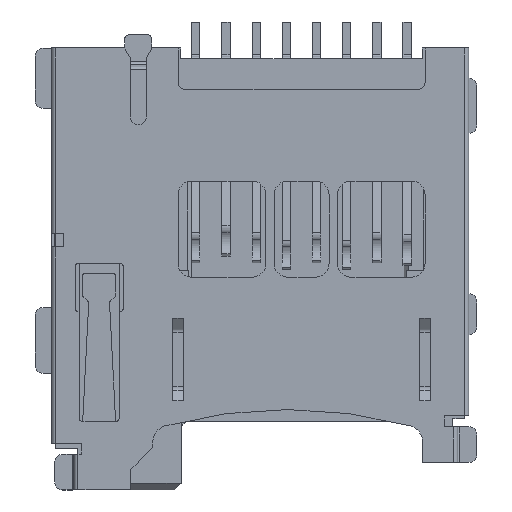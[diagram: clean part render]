
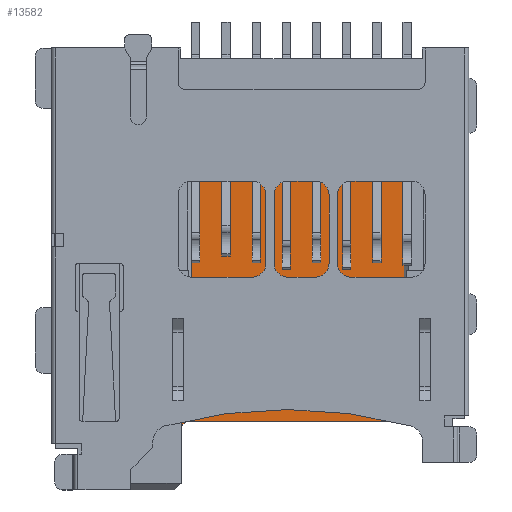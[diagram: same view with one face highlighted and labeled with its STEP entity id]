
A CAD part, top view. The second image highlights one B-rep face of the part: STEP entity #13582.
In plain terms, the highlighted planar face has unit normal (0, 0, 1).
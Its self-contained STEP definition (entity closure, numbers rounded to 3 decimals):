
#2750=DIRECTION('',(1.,0.,0.));
#2751=VECTOR('',#2750,7.76);
#2752=CARTESIAN_POINT('',(-2.51,11.52,-0.4));
#2753=LINE('',#2752,#2751);
#2946=DIRECTION('',(0.,1.,0.));
#2947=VECTOR('',#2946,5.52);
#2948=CARTESIAN_POINT('',(-2.51,6.,-0.4));
#2949=LINE('',#2948,#2947);
#2950=DIRECTION('',(0.,1.,0.));
#2951=VECTOR('',#2950,3.8);
#2952=CARTESIAN_POINT('',(-2.88,2.2,-0.4));
#2953=LINE('',#2952,#2951);
#2958=DIRECTION('',(1.,0.,0.));
#2959=VECTOR('',#2958,0.37);
#2960=CARTESIAN_POINT('',(-2.88,6.,-0.4));
#2961=LINE('',#2960,#2959);
#2974=DIRECTION('',(1.,0.,0.));
#2975=VECTOR('',#2974,0.27);
#2976=CARTESIAN_POINT('',(5.25,6.,-0.4));
#2977=LINE('',#2976,#2975);
#3102=DIRECTION('',(0.,1.,0.));
#3103=VECTOR('',#3102,5.52);
#3104=CARTESIAN_POINT('',(5.25,6.,-0.4));
#3105=LINE('',#3104,#3103);
#3139=DIRECTION('',(1.,0.,0.));
#3140=VECTOR('',#3139,8.1);
#3141=CARTESIAN_POINT('',(-2.58,2.5,-0.4));
#3142=LINE('',#3141,#3140);
#3155=DIRECTION('',(0.,1.,0.));
#3156=VECTOR('',#3155,3.5);
#3157=CARTESIAN_POINT('',(5.52,2.5,-0.4));
#3158=LINE('',#3157,#3156);
#3159=CARTESIAN_POINT('',(-2.58,2.2,-0.4));
#3160=DIRECTION('',(0.,0.,-1.));
#3161=DIRECTION('',(-1.,0.,0.));
#3162=AXIS2_PLACEMENT_3D('',#3159,#3160,#3161);
#7758=CARTESIAN_POINT('',(-2.58,2.5,-0.4));
#7759=CARTESIAN_POINT('',(5.52,2.5,-0.4));
#7760=VERTEX_POINT('',#7758);
#7761=VERTEX_POINT('',#7759);
#7769=CARTESIAN_POINT('',(-2.88,6.,-0.4));
#7771=VERTEX_POINT('',#7769);
#7772=CARTESIAN_POINT('',(5.52,6.,-0.4));
#7773=VERTEX_POINT('',#7772);
#7774=CARTESIAN_POINT('',(-2.88,2.2,-0.4));
#7775=VERTEX_POINT('',#7774);
#7780=CARTESIAN_POINT('',(-2.51,11.52,-0.4));
#7781=VERTEX_POINT('',#7780);
#7782=CARTESIAN_POINT('',(5.25,11.52,-0.4));
#7783=VERTEX_POINT('',#7782);
#7812=CARTESIAN_POINT('',(-2.51,6.,-0.4));
#7813=VERTEX_POINT('',#7812);
#7814=CARTESIAN_POINT('',(5.25,6.,-0.4));
#7815=VERTEX_POINT('',#7814);
#13559=CARTESIAN_POINT('',(-2.88,0.,-0.4));
#13560=DIRECTION('',(0.,0.,-1.));
#13561=DIRECTION('',(1.,0.,0.));
#13562=AXIS2_PLACEMENT_3D('',#13559,#13560,#13561);
#13563=PLANE('',#13562);
#13565=ORIENTED_EDGE('',*,*,#13564,.T.);
#13566=ORIENTED_EDGE('',*,*,#13550,.T.);
#13567=ORIENTED_EDGE('',*,*,#13376,.T.);
#13569=ORIENTED_EDGE('',*,*,#13568,.F.);
#13571=ORIENTED_EDGE('',*,*,#13570,.T.);
#13573=ORIENTED_EDGE('',*,*,#13572,.F.);
#13575=ORIENTED_EDGE('',*,*,#13574,.F.);
#13577=ORIENTED_EDGE('',*,*,#13576,.F.);
#13579=ORIENTED_EDGE('',*,*,#13578,.T.);
#13580=EDGE_LOOP('',(#13565,#13566,#13567,#13569,#13571,#13573,#13575,#13577,
#13579));
#13581=FACE_OUTER_BOUND('',#13580,.F.);
#13582=ADVANCED_FACE('',(#13581),#13563,.F.);
#3163=CIRCLE('',#3162,0.3);
#13376=EDGE_CURVE('',#7781,#7783,#2753,.T.);
#13550=EDGE_CURVE('',#7813,#7781,#2949,.T.);
#13564=EDGE_CURVE('',#7771,#7813,#2961,.T.);
#13568=EDGE_CURVE('',#7815,#7783,#3105,.T.);
#13570=EDGE_CURVE('',#7815,#7773,#2977,.T.);
#13572=EDGE_CURVE('',#7761,#7773,#3158,.T.);
#13574=EDGE_CURVE('',#7760,#7761,#3142,.T.);
#13576=EDGE_CURVE('',#7775,#7760,#3163,.T.);
#13578=EDGE_CURVE('',#7775,#7771,#2953,.T.);
